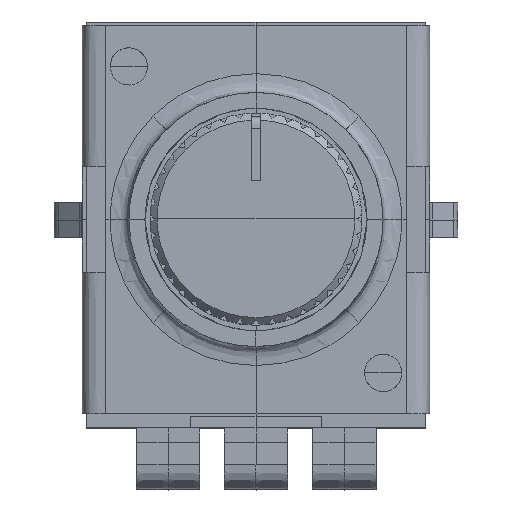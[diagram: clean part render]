
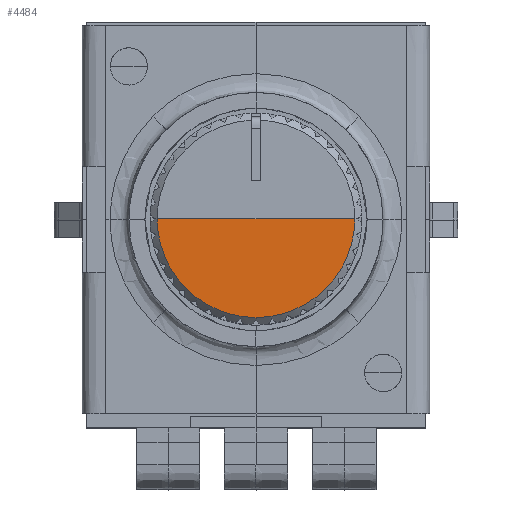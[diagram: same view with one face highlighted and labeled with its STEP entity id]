
A CAD part, top view. The second image highlights one B-rep face of the part: STEP entity #4484.
In plain terms, the highlighted planar face has unit normal (0, 0, 1).
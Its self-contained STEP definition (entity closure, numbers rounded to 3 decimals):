
#4484 = ADVANCED_FACE('',(#4485),#4539,.F.);
#4485 = FACE_BOUND('',#4486,.T.);
#4486 = EDGE_LOOP('',(#4487,#4497,#4506,#4515,#4524,#4533));
#4487 = ORIENTED_EDGE('',*,*,#4488,.T.);
#4488 = EDGE_CURVE('',#4489,#4491,#4493,.T.);
#4489 = VERTEX_POINT('',#4490);
#4490 = CARTESIAN_POINT('',(0.,0.,20.219));
#4491 = VERTEX_POINT('',#4492);
#4492 = CARTESIAN_POINT('',(-2.8,0.,
    20.219));
#4493 = LINE('',#4494,#4495);
#4494 = CARTESIAN_POINT('',(0.,0.,20.219));
#4495 = VECTOR('',#4496,1.);
#4496 = DIRECTION('',(-1.,0.,0.));
#4497 = ORIENTED_EDGE('',*,*,#4498,.T.);
#4498 = EDGE_CURVE('',#4491,#4499,#4501,.T.);
#4499 = VERTEX_POINT('',#4500);
#4500 = CARTESIAN_POINT('',(-1.98,-1.98,
    20.219));
#4501 = B_SPLINE_CURVE_WITH_KNOTS('',3,(#4502,#4503,#4504,#4505),
  .UNSPECIFIED.,.F.,.F.,(4,4),(0.,0.221),
  .PIECEWISE_BEZIER_KNOTS.);
#4502 = CARTESIAN_POINT('',(-2.8,0.,
    20.219));
#4503 = CARTESIAN_POINT('',(-2.8,-0.733,
    20.219));
#4504 = CARTESIAN_POINT('',(-2.498,-1.462,
    20.219));
#4505 = CARTESIAN_POINT('',(-1.98,-1.98,
    20.219));
#4506 = ORIENTED_EDGE('',*,*,#4507,.T.);
#4507 = EDGE_CURVE('',#4499,#4508,#4510,.T.);
#4508 = VERTEX_POINT('',#4509);
#4509 = CARTESIAN_POINT('',(0.,-2.8,
    20.219));
#4510 = B_SPLINE_CURVE_WITH_KNOTS('',3,(#4511,#4512,#4513,#4514),
  .UNSPECIFIED.,.F.,.F.,(4,4),(0.,0.221),
  .PIECEWISE_BEZIER_KNOTS.);
#4511 = CARTESIAN_POINT('',(-1.98,-1.98,
    20.219));
#4512 = CARTESIAN_POINT('',(-1.462,-2.498,20.219)
  );
#4513 = CARTESIAN_POINT('',(-0.733,-2.8,
    20.219));
#4514 = CARTESIAN_POINT('',(0.,-2.8,
    20.219));
#4515 = ORIENTED_EDGE('',*,*,#4516,.T.);
#4516 = EDGE_CURVE('',#4508,#4517,#4519,.T.);
#4517 = VERTEX_POINT('',#4518);
#4518 = CARTESIAN_POINT('',(1.98,-1.98,20.219
    ));
#4519 = B_SPLINE_CURVE_WITH_KNOTS('',3,(#4520,#4521,#4522,#4523),
  .UNSPECIFIED.,.F.,.F.,(4,4),(0.,0.221),
  .PIECEWISE_BEZIER_KNOTS.);
#4520 = CARTESIAN_POINT('',(0.,-2.8,
    20.219));
#4521 = CARTESIAN_POINT('',(0.733,-2.8,20.219
    ));
#4522 = CARTESIAN_POINT('',(1.462,-2.498,20.219
    ));
#4523 = CARTESIAN_POINT('',(1.98,-1.98,20.219
    ));
#4524 = ORIENTED_EDGE('',*,*,#4525,.T.);
#4525 = EDGE_CURVE('',#4517,#4526,#4528,.T.);
#4526 = VERTEX_POINT('',#4527);
#4527 = CARTESIAN_POINT('',(2.8,0.,
    20.219));
#4528 = B_SPLINE_CURVE_WITH_KNOTS('',3,(#4529,#4530,#4531,#4532),
  .UNSPECIFIED.,.F.,.F.,(4,4),(0.,0.221),
  .PIECEWISE_BEZIER_KNOTS.);
#4529 = CARTESIAN_POINT('',(1.98,-1.98,20.219
    ));
#4530 = CARTESIAN_POINT('',(2.498,-1.462,20.219)
  );
#4531 = CARTESIAN_POINT('',(2.8,-0.733,20.219
    ));
#4532 = CARTESIAN_POINT('',(2.8,0.,20.219));
#4533 = ORIENTED_EDGE('',*,*,#4534,.T.);
#4534 = EDGE_CURVE('',#4526,#4489,#4535,.T.);
#4535 = LINE('',#4536,#4537);
#4536 = CARTESIAN_POINT('',(2.8,0.,
    20.219));
#4537 = VECTOR('',#4538,1.);
#4538 = DIRECTION('',(-1.,0.,0.));
#4539 = PLANE('',#4540);
#4540 = AXIS2_PLACEMENT_3D('',#4541,#4542,#4543);
#4541 = CARTESIAN_POINT('',(0.,0.,20.219));
#4542 = DIRECTION('',(0.,0.,-1.));
#4543 = DIRECTION('',(-1.,0.,0.));
